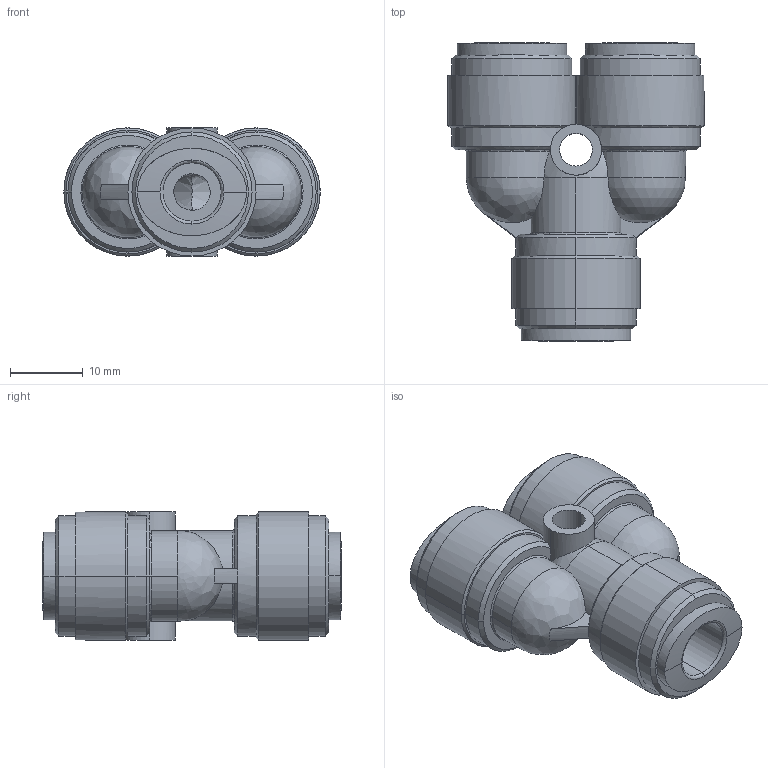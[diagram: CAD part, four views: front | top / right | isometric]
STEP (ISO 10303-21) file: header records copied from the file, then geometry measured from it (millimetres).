
FILE_DESCRIPTION (( 'STEP AP214' ), '1' );
FILE_NAME ('UY516-P.step', '2017-08-29T21:05:02', ( '' ), ( '' ), 'SwSTEP 2.0', 'SolidWorks 2017', '' );
FILE_SCHEMA (( 'AUTOMOTIVE_DESIGN' ));
Length unit declared in the file: inch
Products named in the file (1): UY516-P
Bounding box: 35.2 x 41 x 17.6 mm (x, y, z)
Volume: 9879.4 mm3; surface area: 5913.3 mm2
Topology: 1 solids, 1 shells, 108 faces, 267 edges, 166 vertices
Faces by surface type: cylinder 34, bspline 27, plane 23, cone 17, torus 6, sphere 1
Entity records: 6456 total; most frequent: CARTESIAN_POINT 4070, ORIENTED_EDGE 532, DIRECTION 433, EDGE_CURVE 266, AXIS2_PLACEMENT_3D 185, VERTEX_POINT 166, EDGE_LOOP 120, FACE_OUTER_BOUND 108
